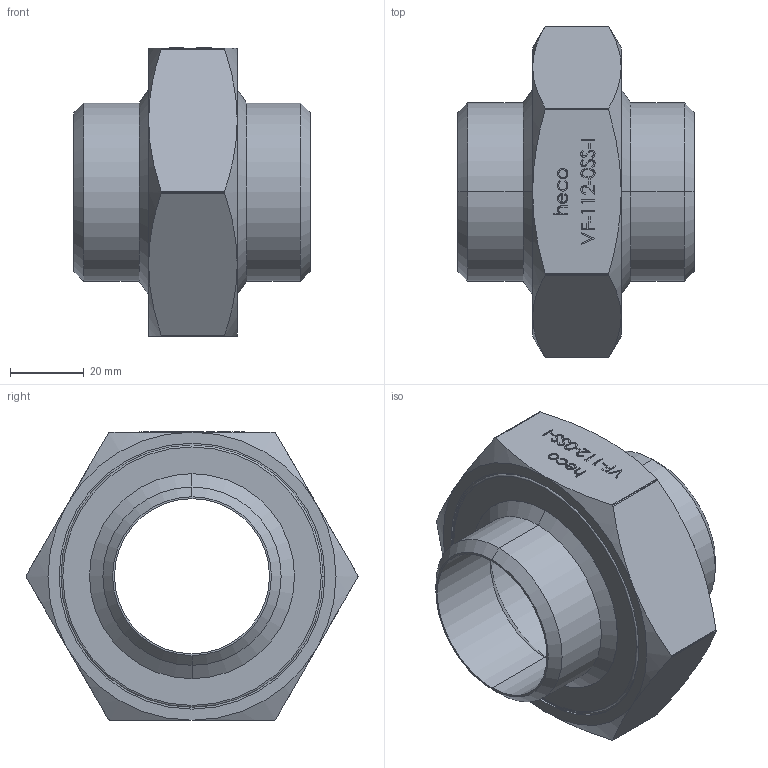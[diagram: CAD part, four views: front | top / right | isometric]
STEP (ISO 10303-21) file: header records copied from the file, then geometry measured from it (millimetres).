
FILE_DESCRIPTION (( 'STEP AP214' ), '1' );
FILE_NAME ('heco_VF-112-0SS-I.STEP', '2016-09-16T13:44:18', ( '' ), ( '' ), 'SwSTEP 2.0', 'SolidWorks 2016', '' );
FILE_SCHEMA (( 'AUTOMOTIVE_DESIGN' ));
Length unit declared in the file: millimetre
Products named in the file (1): heco_VF-112-0SS-I
Bounding box: 64 x 89.91 x 78.1 mm (x, y, z)
Volume: 100990.3 mm3; surface area: 28363.4 mm2
Topology: 1 solids, 1 shells, 236 faces, 598 edges, 388 vertices
Faces by surface type: plane 100, bspline 80, cone 28, cylinder 26, torus 2
Entity records: 12886 total; most frequent: CARTESIAN_POINT 5983, ORIENTED_EDGE 1196, DIRECTION 762, EDGE_CURVE 598, VERTEX_POINT 388, LINE 332, VECTOR 332, EDGE_LOOP 262
